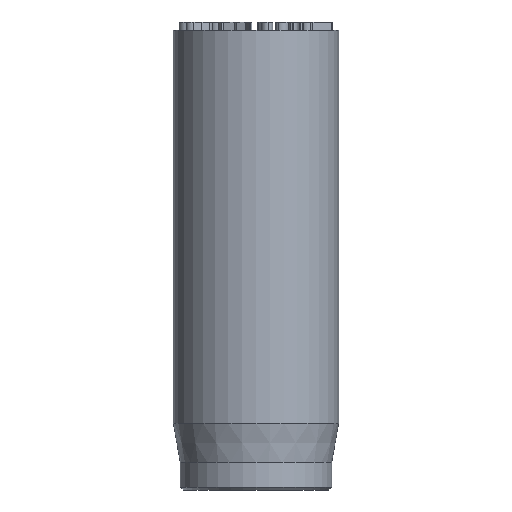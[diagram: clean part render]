
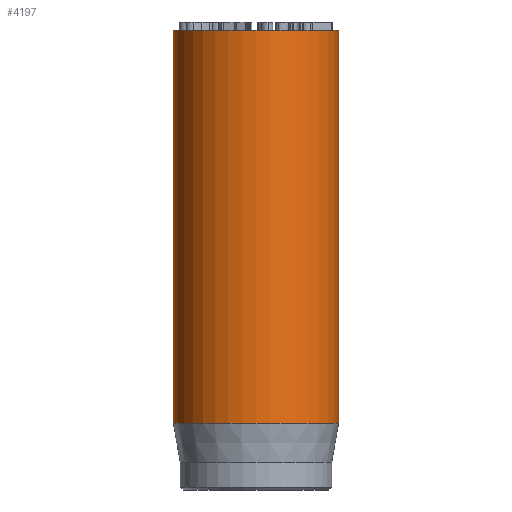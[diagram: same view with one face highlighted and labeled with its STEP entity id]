
A CAD part, front view. The second image highlights one B-rep face of the part: STEP entity #4197.
In plain terms, the highlighted cylindrical face has radius 3 mm (diameter 6 mm), a full revolution.
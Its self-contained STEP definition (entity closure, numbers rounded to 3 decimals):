
#32=CYLINDRICAL_SURFACE('',#4372,3.);
#44=CIRCLE('',#4339,3.);
#60=CIRCLE('',#4370,3.);
#61=CIRCLE('',#4371,3.);
#378=FACE_OUTER_BOUND('',#628,.T.);
#628=EDGE_LOOP('',(#3754,#3755,#3756,#3757,#3758));
#933=LINE('',#8011,#1246);
#1246=VECTOR('',#4871,3.);
#1929=VERTEX_POINT('',#7950);
#1945=VERTEX_POINT('',#8005);
#1946=VERTEX_POINT('',#8006);
#2528=EDGE_CURVE('',#1929,#1929,#44,.T.);
#2552=EDGE_CURVE('',#1945,#1946,#60,.T.);
#2553=EDGE_CURVE('',#1946,#1945,#61,.T.);
#2555=EDGE_CURVE('',#1929,#1945,#933,.T.);
#3754=ORIENTED_EDGE('',*,*,#2528,.T.);
#3755=ORIENTED_EDGE('',*,*,#2555,.T.);
#3756=ORIENTED_EDGE('',*,*,#2552,.T.);
#3757=ORIENTED_EDGE('',*,*,#2553,.T.);
#3758=ORIENTED_EDGE('',*,*,#2555,.F.);
#4197=ADVANCED_FACE('',(#378),#32,.T.);
#4339=AXIS2_PLACEMENT_3D('',#7951,#4794,#4795);
#4370=AXIS2_PLACEMENT_3D('',#8007,#4864,#4865);
#4371=AXIS2_PLACEMENT_3D('',#8008,#4866,#4867);
#4372=AXIS2_PLACEMENT_3D('',#8010,#4869,#4870);
#4794=DIRECTION('center_axis',(0.,0.,-1.));
#4795=DIRECTION('ref_axis',(-1.,0.,0.));
#4864=DIRECTION('center_axis',(0.,0.,1.));
#4865=DIRECTION('ref_axis',(-1.,0.,0.));
#4866=DIRECTION('center_axis',(0.,0.,1.));
#4867=DIRECTION('ref_axis',(-1.,0.,0.));
#4869=DIRECTION('center_axis',(0.,0.,1.));
#4870=DIRECTION('ref_axis',(-1.,0.,0.));
#4871=DIRECTION('',(0.,0.,-1.));
#7950=CARTESIAN_POINT('',(3.,0.,16.7));
#7951=CARTESIAN_POINT('Origin',(0.,0.,16.7));
#8005=CARTESIAN_POINT('',(3.,0.,2.418));
#8006=CARTESIAN_POINT('',(-3.,0.,2.418));
#8007=CARTESIAN_POINT('Origin',(0.,0.,2.418));
#8008=CARTESIAN_POINT('Origin',(0.,0.,2.418));
#8010=CARTESIAN_POINT('Origin',(0.,0.,0.));
#8011=CARTESIAN_POINT('',(3.,0.,0.));
